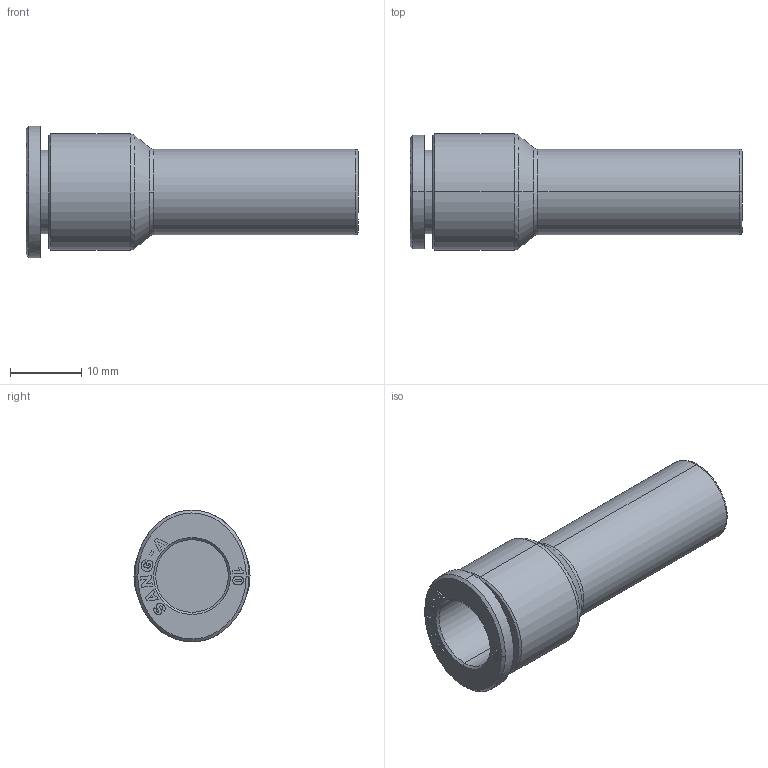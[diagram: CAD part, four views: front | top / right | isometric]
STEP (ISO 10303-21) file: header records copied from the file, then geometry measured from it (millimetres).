
FILE_DESCRIPTION (( 'STEP AP214' ), '1' );
FILE_NAME ('PGJ12-10.stp', '2015-08-18T14:30:34', ( '' ), ( '' ), 'SwSTEP 2.0', 'SolidWorks 2015', '' );
FILE_SCHEMA (( 'AUTOMOTIVE_DESIGN' ));
Length unit declared in the file: millimetre
Products named in the file (2): ｦ+ﾃｦ1; PGJ12-10
Assembly tree (1 placements, depth 2):
  PGJ12-10
    ｦ+ﾃｦ1
Bounding box: 46.6 x 16.3 x 18.5 mm (x, y, z)
Volume: 5151.7 mm3; surface area: 3168.4 mm2
Topology: 1 solids, 1 shells, 413 faces, 1179 edges, 782 vertices
Faces by surface type: plane 381, bspline 13, cylinder 9, cone 8, torus 2
Entity records: 14232 total; most frequent: CARTESIAN_POINT 3254, ORIENTED_EDGE 2358, DIRECTION 2003, EDGE_CURVE 1179, LINE 1119, VECTOR 1119, VERTEX_POINT 782, AXIS2_PLACEMENT_3D 442
